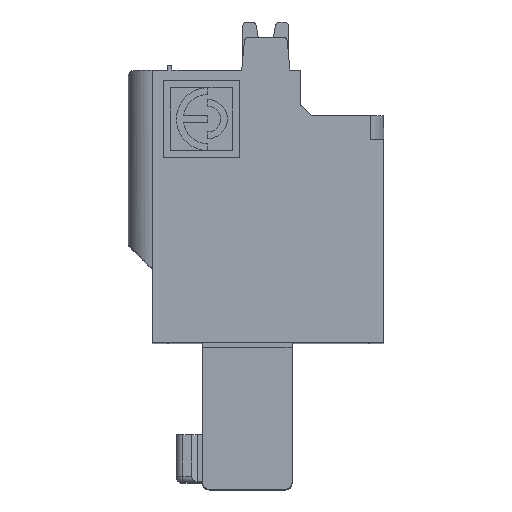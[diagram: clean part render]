
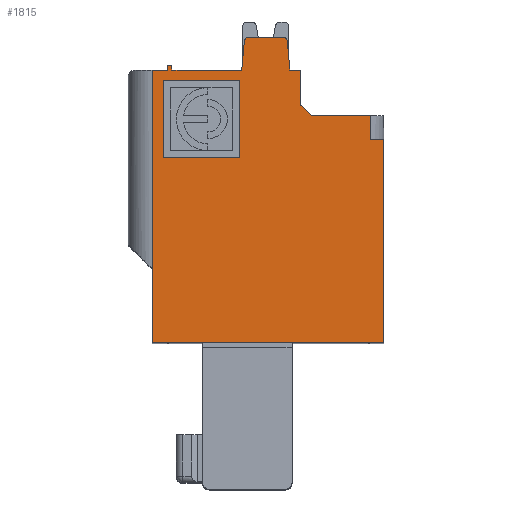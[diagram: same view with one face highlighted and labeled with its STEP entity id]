
A CAD part, top view. The second image highlights one B-rep face of the part: STEP entity #1815.
In plain terms, the highlighted planar face has unit normal (0, 0, 1).
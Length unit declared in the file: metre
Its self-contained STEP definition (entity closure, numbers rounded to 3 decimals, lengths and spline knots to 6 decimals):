
#1815=ADVANCED_FACE('',(#4832,#4833),#4834,.F.);
#3581=EDGE_CURVE('',#7522,#7523,#7524,.T.);
#4832=FACE_BOUND('',#9011,.T.);
#4833=FACE_OUTER_BOUND('',#9012,.T.);
#4834=PLANE('',#9013);
#7317=VERTEX_POINT('',#13194);
#7321=VERTEX_POINT('',#13200);
#7331=VERTEX_POINT('',#13215);
#7338=VERTEX_POINT('',#13225);
#7343=VERTEX_POINT('',#13234);
#7354=VERTEX_POINT('',#13251);
#7382=VERTEX_POINT('',#13293);
#7386=VERTEX_POINT('',#13299);
#7443=VERTEX_POINT('',#13388);
#7446=VERTEX_POINT('',#13393);
#7522=VERTEX_POINT('',#13519);
#7523=VERTEX_POINT('',#13520);
#7524=LINE('',#13521,#13522);
#9011=EDGE_LOOP('',(#16915,#16916,#16917,#16918));
#9012=EDGE_LOOP('',(#16919,#16920,#16921,#16922,#16923,#16924,#16925,#16926,#16927,#16928,#16929,#16930,#16931,#16932,#16933,#16934,#16935,#16936,#16937));
#9013=AXIS2_PLACEMENT_3D('',#16938,#16939,#16940);
#13194=CARTESIAN_POINT('',(0.0641,0.0125,0.0852));
#13200=CARTESIAN_POINT('',(0.064215,0.013817,0.0852));
#13215=CARTESIAN_POINT('',(0.066185,0.013817,0.0852));
#13225=CARTESIAN_POINT('',(0.0663,0.0125,0.0852));
#13234=CARTESIAN_POINT('',(0.07,0.0093,0.0852));
#13251=CARTESIAN_POINT('',(0.0609,0.0125,0.0852));
#13293=CARTESIAN_POINT('',(0.0609,0.0127,0.0852));
#13299=CARTESIAN_POINT('',(0.0607,0.0127,0.0852));
#13388=CARTESIAN_POINT('',(0.0607,0.0125,0.0852));
#13393=CARTESIAN_POINT('',(0.0706,0.0093,0.0852));
#13519=CARTESIAN_POINT('',(0.0706,0.,0.0852));
#13520=CARTESIAN_POINT('',(0.06,0.,0.0852));
#13521=CARTESIAN_POINT('',(0.0706,0.,0.0852));
#13522=VECTOR('',#21627,1.0);
#16915=ORIENTED_EDGE('',*,*,#22426,.T.);
#16916=ORIENTED_EDGE('',*,*,#22423,.T.);
#16917=ORIENTED_EDGE('',*,*,#22417,.T.);
#16918=ORIENTED_EDGE('',*,*,#22415,.T.);
#16919=ORIENTED_EDGE('',*,*,#22542,.F.);
#16920=ORIENTED_EDGE('',*,*,#3581,.F.);
#16921=ORIENTED_EDGE('',*,*,#22534,.T.);
#16922=ORIENTED_EDGE('',*,*,#22529,.F.);
#16923=ORIENTED_EDGE('',*,*,#22410,.F.);
#16924=ORIENTED_EDGE('',*,*,#22440,.F.);
#16925=ORIENTED_EDGE('',*,*,#22407,.T.);
#16926=ORIENTED_EDGE('',*,*,#22449,.T.);
#16927=ORIENTED_EDGE('',*,*,#22457,.F.);
#16928=ORIENTED_EDGE('',*,*,#22402,.T.);
#16929=ORIENTED_EDGE('',*,*,#22400,.T.);
#16930=ORIENTED_EDGE('',*,*,#22397,.T.);
#16931=ORIENTED_EDGE('',*,*,#22393,.T.);
#16932=ORIENTED_EDGE('',*,*,#22391,.T.);
#16933=ORIENTED_EDGE('',*,*,#22455,.F.);
#16934=ORIENTED_EDGE('',*,*,#22497,.T.);
#16935=ORIENTED_EDGE('',*,*,#22500,.F.);
#16936=ORIENTED_EDGE('',*,*,#22510,.F.);
#16937=ORIENTED_EDGE('',*,*,#22524,.F.);
#16938=CARTESIAN_POINT('',(0.074572,0.033759,0.0852));
#16939=DIRECTION('',(0.0,0.,-1.0));
#16940=DIRECTION('',(-1.0,0.0,0.0));
#21627=DIRECTION('',(-1.0,0.,0.));
#22391=EDGE_CURVE('',#7321,#7317,#24217,.T.);
#22393=EDGE_CURVE('',#24219,#7321,#24220,.T.);
#22397=EDGE_CURVE('',#24224,#24219,#24225,.T.);
#22400=EDGE_CURVE('',#7331,#24224,#24228,.T.);
#22402=EDGE_CURVE('',#7338,#7331,#24230,.T.);
#22407=EDGE_CURVE('',#24233,#24237,#24239,.T.);
#22410=EDGE_CURVE('',#24241,#7343,#24243,.T.);
#22415=EDGE_CURVE('',#24245,#24250,#24252,.T.);
#22417=EDGE_CURVE('',#24254,#24245,#24255,.T.);
#22423=EDGE_CURVE('',#24260,#24254,#24264,.T.);
#22426=EDGE_CURVE('',#24250,#24260,#24267,.T.);
#22440=EDGE_CURVE('',#24233,#24241,#24284,.T.);
#22449=EDGE_CURVE('',#24237,#24295,#24297,.T.);
#22455=EDGE_CURVE('',#7354,#7317,#24303,.T.);
#22457=EDGE_CURVE('',#7338,#24295,#24305,.T.);
#22497=EDGE_CURVE('',#7354,#7382,#24367,.T.);
#22500=EDGE_CURVE('',#7386,#7382,#24370,.T.);
#22510=EDGE_CURVE('',#7443,#7386,#24380,.T.);
#22524=EDGE_CURVE('',#24394,#7443,#24396,.T.);
#22529=EDGE_CURVE('',#7343,#7446,#24401,.T.);
#22534=EDGE_CURVE('',#7522,#7446,#24407,.T.);
#22542=EDGE_CURVE('',#7523,#24394,#24415,.T.);
#24217=LINE('',#26460,#26461);
#24219=VERTEX_POINT('',#26463);
#24220=CIRCLE('',#26464,0.0002);
#24224=VERTEX_POINT('',#26470);
#24225=LINE('',#26471,#26472);
#24228=CIRCLE('',#26476,0.0002);
#24230=LINE('',#26478,#26479);
#24233=VERTEX_POINT('',#26482);
#24237=VERTEX_POINT('',#26487);
#24239=LINE('',#26490,#26491);
#24241=VERTEX_POINT('',#26493);
#24243=LINE('',#26496,#26497);
#24245=VERTEX_POINT('',#26499);
#24250=VERTEX_POINT('',#26506);
#24252=LINE('',#26509,#26510);
#24254=VERTEX_POINT('',#26512);
#24255=LINE('',#26513,#26514);
#24260=VERTEX_POINT('',#26521);
#24264=LINE('',#26527,#26528);
#24267=LINE('',#26532,#26533);
#24284=LINE('',#26561,#26562);
#24295=VERTEX_POINT('',#26579);
#24297=LINE('',#26582,#26583);
#24303=LINE('',#26595,#26596);
#24305=LINE('',#26599,#26600);
#24367=LINE('',#26700,#26701);
#24370=LINE('',#26705,#26706);
#24380=LINE('',#26724,#26725);
#24394=VERTEX_POINT('',#26750);
#24396=LINE('',#26753,#26754);
#24401=LINE('',#26761,#26762);
#24407=LINE('',#26770,#26771);
#24415=LINE('',#26785,#26786);
#26460=CARTESIAN_POINT('',(0.064215,0.013817,0.0852));
#26461=VECTOR('',#29122,1.0);
#26463=CARTESIAN_POINT('',(0.064414,0.014,0.0852));
#26464=AXIS2_PLACEMENT_3D('',#29123,#29124,#29125);
#26470=CARTESIAN_POINT('',(0.065985,0.014,0.0852));
#26471=CARTESIAN_POINT('',(0.064475,0.014,0.0852));
#26472=VECTOR('',#29128,1.0);
#26476=AXIS2_PLACEMENT_3D('',#29130,#29131,#29132);
#26478=CARTESIAN_POINT('',(0.0663,0.0125,0.0852));
#26479=VECTOR('',#29133,1.0);
#26482=CARTESIAN_POINT('',(0.067307,0.0104,0.0852));
#26487=CARTESIAN_POINT('',(0.066811,0.010896,0.0852));
#26490=CARTESIAN_POINT('',(0.059267,0.01844,0.0852));
#26491=VECTOR('',#29139,1.0);
#26493=CARTESIAN_POINT('',(0.07,0.0104,0.0852));
#26496=CARTESIAN_POINT('',(0.07,0.0125,0.0852));
#26497=VECTOR('',#29141,1.0);
#26499=CARTESIAN_POINT('',(0.0605,0.012,0.0852));
#26506=CARTESIAN_POINT('',(0.064,0.012,0.0852));
#26509=CARTESIAN_POINT('',(0.074072,0.012,0.0852));
#26510=VECTOR('',#29145,1.0);
#26512=CARTESIAN_POINT('',(0.0605,0.0085,0.0852));
#26513=CARTESIAN_POINT('',(0.0605,0.033759,0.0852));
#26514=VECTOR('',#29146,1.0);
#26521=CARTESIAN_POINT('',(0.064,0.0085,0.0852));
#26527=CARTESIAN_POINT('',(0.074072,0.0085,0.0852));
#26528=VECTOR('',#29151,1.0);
#26532=CARTESIAN_POINT('',(0.064,0.033759,0.0852));
#26533=VECTOR('',#29153,1.0);
#26561=CARTESIAN_POINT('',(0.074572,0.0104,0.0852));
#26562=VECTOR('',#29168,1.0);
#26579=CARTESIAN_POINT('',(0.066811,0.0125,0.0852));
#26582=CARTESIAN_POINT('',(0.066811,0.033759,0.0852));
#26583=VECTOR('',#29176,1.0);
#26595=CARTESIAN_POINT('',(0.0609,0.0125,0.0852));
#26596=VECTOR('',#29180,1.0);
#26599=CARTESIAN_POINT('',(0.0663,0.0125,0.0852));
#26600=VECTOR('',#29182,1.0);
#26700=CARTESIAN_POINT('',(0.0609,0.0125,0.0852));
#26701=VECTOR('',#29221,1.0);
#26705=CARTESIAN_POINT('',(0.0607,0.0127,0.0852));
#26706=VECTOR('',#29223,1.0);
#26724=CARTESIAN_POINT('',(0.0607,0.0125,0.0852));
#26725=VECTOR('',#29232,1.0);
#26750=CARTESIAN_POINT('',(0.06,0.0125,0.0852));
#26753=CARTESIAN_POINT('',(0.06,0.0125,0.0852));
#26754=VECTOR('',#29245,1.0);
#26761=CARTESIAN_POINT('',(0.07,0.0093,0.0852));
#26762=VECTOR('',#29251,1.0);
#26770=CARTESIAN_POINT('',(0.0706,0.,0.0852));
#26771=VECTOR('',#29254,1.0);
#26785=CARTESIAN_POINT('',(0.06,0.0118,0.0852));
#26786=VECTOR('',#29261,1.0);
#29122=DIRECTION('',(-0.087,-0.996,0.));
#29123=CARTESIAN_POINT('',(0.064414,0.0138,0.0852));
#29124=DIRECTION('',(0.0,0.,1.0));
#29125=DIRECTION('',(0.0,1.0,0.));
#29128=DIRECTION('',(-1.0,-0.0,0.0));
#29130=CARTESIAN_POINT('',(0.065985,0.0138,0.0852));
#29131=DIRECTION('',(0.,0.,1.0));
#29132=DIRECTION('',(0.996,0.087,0.));
#29133=DIRECTION('',(-0.087,0.996,0.));
#29139=DIRECTION('',(-0.707,0.707,0.));
#29141=DIRECTION('',(0.0,-1.0,0.));
#29145=DIRECTION('',(1.0,0.,0.));
#29146=DIRECTION('',(0.,1.0,0.));
#29151=DIRECTION('',(-1.0,0.,0.));
#29153=DIRECTION('',(0.,-1.0,0.));
#29168=DIRECTION('',(1.0,0.,0.));
#29176=DIRECTION('',(0.,1.0,0.));
#29180=DIRECTION('',(1.0,0.0,0.0));
#29182=DIRECTION('',(1.0,0.0,0.0));
#29221=DIRECTION('',(0.0,1.0,0.));
#29223=DIRECTION('',(1.0,0.0,0.0));
#29232=DIRECTION('',(0.0,1.0,0.));
#29245=DIRECTION('',(1.0,0.0,0.0));
#29251=DIRECTION('',(1.0,0.0,0.0));
#29254=DIRECTION('',(0.0,1.0,0.));
#29261=DIRECTION('',(0.0,1.0,0.));
